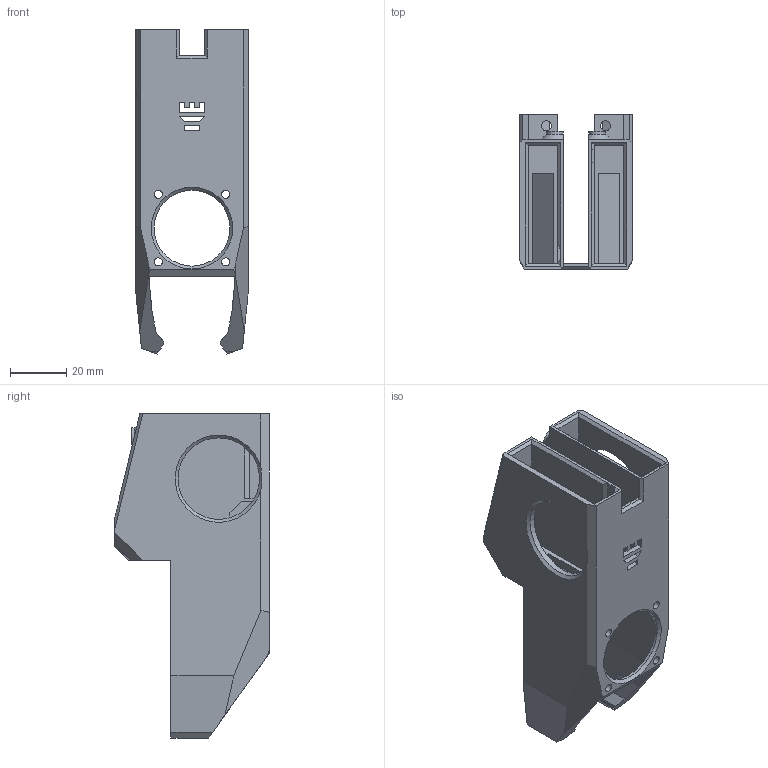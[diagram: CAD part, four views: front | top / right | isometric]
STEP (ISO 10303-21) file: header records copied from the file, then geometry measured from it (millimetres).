
FILE_DESCRIPTION(('STEP AP214'),'1');
FILE_NAME('Rookery 4010 _2020_.stp','2023-05-21T01:33:17',(' '),(' '),'Spatial InterOp 3D',' ',' ');
FILE_SCHEMA(('AUTOMOTIVE_DESIGN { 1 0 10303 214 1 1 1 1 }'));
Length unit declared in the file: millimetre
Products named in the file (1): Chamfer21
Bounding box: 40 x 55 x 115.21 mm (x, y, z)
Volume: 40244.6 mm3; surface area: 40839.5 mm2
Topology: 1 solids, 1 shells, 198 faces, 573 edges, 368 vertices
Faces by surface type: plane 180, cylinder 13, cone 5
Full cylindrical faces by diameter (mm): 2.9 x4, 3.5 x2, 4.2 x2, 6 x2, 27 x1, 29 x2
Entity records: 10603 total; most frequent: CARTESIAN_POINT 1148, ORIENTED_EDGE 1104, DIRECTION 975, STYLED_ITEM 734, PRESENTATION_STYLE_ASSIGNMENT 734, COLOUR_RGB 734, EDGE_CURVE 552, CURVE_STYLE 535
